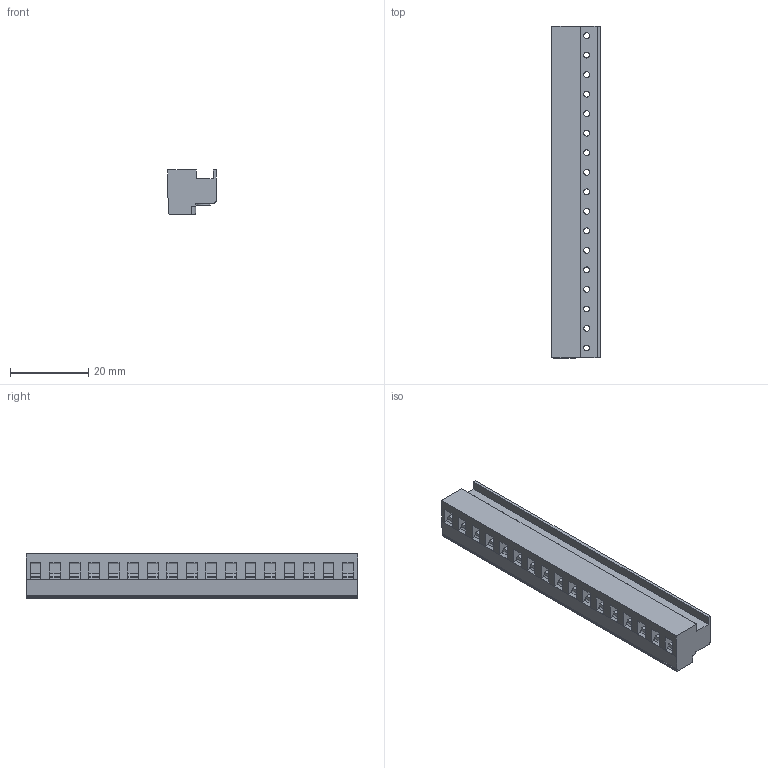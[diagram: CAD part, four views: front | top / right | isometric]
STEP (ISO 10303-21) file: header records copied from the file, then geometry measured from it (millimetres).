
FILE_DESCRIPTION((''),'2;1');
FILE_NAME('TL219T-XXP-XC','2024-11-26T09:31:22',('sheji'),(''),'CREO PARAMETRIC BY PTC INC, 2018100','CREO PARAMETRIC BY PTC INC, 2018100','');
FILE_SCHEMA(('CONFIG_CONTROL_DESIGN'));
Length unit declared in the file: millimetre
Products named in the file (1): TL219T-XXP-XC
Bounding box: 12.4 x 85 x 11.3 mm (x, y, z)
Volume: 8707.1 mm3; surface area: 6415.9 mm2
Topology: 1 solids, 1 shells, 529 faces, 1479 edges, 986 vertices
Faces by surface type: plane 339, cylinder 190
Entity records: 17330 total; most frequent: CARTESIAN_POINT 3239, ORIENTED_EDGE 2958, DIRECTION 2917, EDGE_CURVE 1479, VECTOR 1031, LINE 1031, VERTEX_POINT 986, AXIS2_PLACEMENT_3D 943
